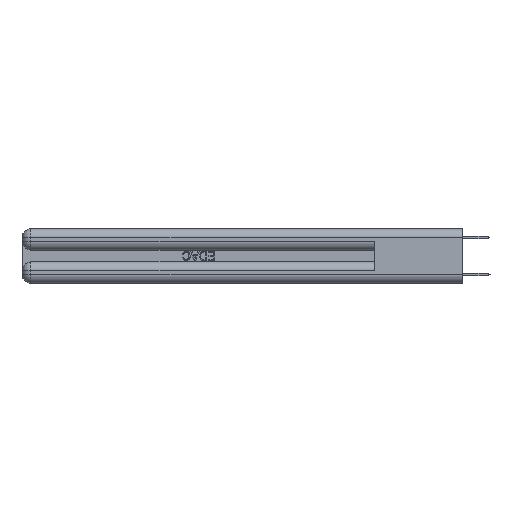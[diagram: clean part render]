
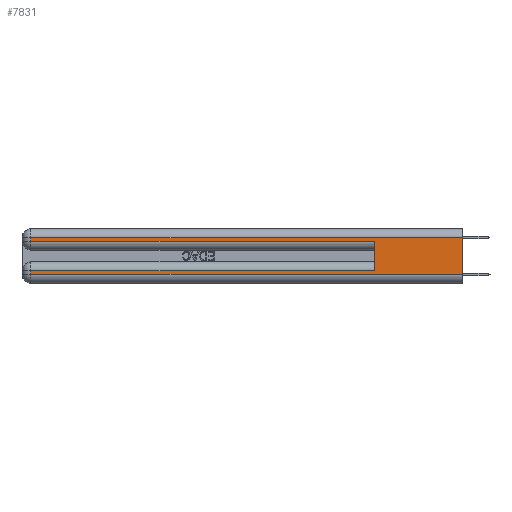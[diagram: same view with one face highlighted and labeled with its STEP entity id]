
A CAD part, left-side view. The second image highlights one B-rep face of the part: STEP entity #7831.
In plain terms, the highlighted planar face has unit normal (-1, 0, 0).
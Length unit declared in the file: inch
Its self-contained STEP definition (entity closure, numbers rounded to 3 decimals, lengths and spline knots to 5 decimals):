
#71 = LINE ( 'NONE', #4880, #25935 ) ;
#111 = CARTESIAN_POINT ( 'NONE',  ( 0., 2.94, 0.085 ) ) ;
#308 = CARTESIAN_POINT ( 'NONE',  ( 0., 0., 0.06 ) ) ;
#417 = ORIENTED_EDGE ( 'NONE', *, *, #16274, .T. ) ;
#1391 = CARTESIAN_POINT ( 'NONE',  ( 0., 2.94, 0.285 ) ) ;
#1671 = VECTOR ( 'NONE', #1902, 39.37008 ) ;
#1902 = DIRECTION ( 'NONE',  ( 0., 0., -1. ) ) ;
#2768 = CARTESIAN_POINT ( 'NONE',  ( 0., 2.94, 0.06 ) ) ;
#3455 = EDGE_CURVE ( 'NONE', #25533, #9079, #10970, .T. ) ;
#3608 = VECTOR ( 'NONE', #7030, 39.37008 ) ;
#3626 = CARTESIAN_POINT ( 'NONE',  ( 0., 0., 0.31 ) ) ;
#3781 = DIRECTION ( 'NONE',  ( 0., 0., -1. ) ) ;
#4017 = CARTESIAN_POINT ( 'NONE',  ( 0., 0.6, 0.085 ) ) ;
#4271 = CARTESIAN_POINT ( 'NONE',  ( 0., 0., 0.37 ) ) ;
#4776 = VECTOR ( 'NONE', #18363, 39.37008 ) ;
#4819 = EDGE_CURVE ( 'NONE', #9079, #14475, #71, .T. ) ;
#4880 = CARTESIAN_POINT ( 'NONE',  ( 0., 0., 0.285 ) ) ;
#4939 = DIRECTION ( 'NONE',  ( 0., 1., 0. ) ) ;
#5201 = VECTOR ( 'NONE', #17233, 39.37008 ) ;
#5248 = EDGE_LOOP ( 'NONE', ( #23140, #20259, #30389, #22001, #25283, #18082, #417, #11196 ) ) ;
#5546 = EDGE_CURVE ( 'NONE', #6643, #25533, #14714, .T. ) ;
#6500 = VERTEX_POINT ( 'NONE', #2768 ) ;
#6643 = VERTEX_POINT ( 'NONE', #23083 ) ;
#6682 = DIRECTION ( 'NONE',  ( 0., -1., 0. ) ) ;
#7030 = DIRECTION ( 'NONE',  ( 0., 1., 0. ) ) ;
#7461 = CARTESIAN_POINT ( 'NONE',  ( 0., 0.6, 0.145 ) ) ;
#7831 = ADVANCED_FACE ( 'NONE', ( #18530 ), #28110, .F. ) ;
#9079 = VERTEX_POINT ( 'NONE', #1391 ) ;
#10955 = VECTOR ( 'NONE', #6682, 39.37008 ) ;
#10970 = LINE ( 'NONE', #25695, #24390 ) ;
#11196 = ORIENTED_EDGE ( 'NONE', *, *, #17988, .T. ) ;
#11955 = LINE ( 'NONE', #21714, #10955 ) ;
#12298 = LINE ( 'NONE', #22371, #23569 ) ;
#12432 = VERTEX_POINT ( 'NONE', #4017 ) ;
#14019 = DIRECTION ( 'NONE',  ( 1., 0., 0. ) ) ;
#14468 = EDGE_CURVE ( 'NONE', #12432, #22734, #12298, .T. ) ;
#14475 = VERTEX_POINT ( 'NONE', #16962 ) ;
#14714 = LINE ( 'NONE', #3626, #3608 ) ;
#14957 = EDGE_CURVE ( 'NONE', #12432, #14475, #21860, .T. ) ;
#16274 = EDGE_CURVE ( 'NONE', #22734, #6500, #19198, .T. ) ;
#16738 = CARTESIAN_POINT ( 'NONE',  ( 0., 2.94, 0.31 ) ) ;
#16775 = CARTESIAN_POINT ( 'NONE',  ( 0., 0., 0.37 ) ) ;
#16962 = CARTESIAN_POINT ( 'NONE',  ( 0., 0.6, 0.285 ) ) ;
#17233 = DIRECTION ( 'NONE',  ( 0., 0., 1. ) ) ;
#17988 = EDGE_CURVE ( 'NONE', #6500, #30977, #11955, .T. ) ;
#18082 = ORIENTED_EDGE ( 'NONE', *, *, #14468, .T. ) ;
#18363 = DIRECTION ( 'NONE',  ( 0., 0., -1. ) ) ;
#18530 = FACE_OUTER_BOUND ( 'NONE', #5248, .T. ) ;
#19198 = LINE ( 'NONE', #29107, #1671 ) ;
#20259 = ORIENTED_EDGE ( 'NONE', *, *, #5546, .T. ) ;
#21714 = CARTESIAN_POINT ( 'NONE',  ( 0., 0., 0.06 ) ) ;
#21860 = LINE ( 'NONE', #7461, #5201 ) ;
#22001 = ORIENTED_EDGE ( 'NONE', *, *, #4819, .T. ) ;
#22371 = CARTESIAN_POINT ( 'NONE',  ( 0., 0., 0.085 ) ) ;
#22734 = VERTEX_POINT ( 'NONE', #111 ) ;
#23083 = CARTESIAN_POINT ( 'NONE',  ( 0., 0., 0.31 ) ) ;
#23140 = ORIENTED_EDGE ( 'NONE', *, *, #31367, .F. ) ;
#23569 = VECTOR ( 'NONE', #4939, 39.37008 ) ;
#24390 = VECTOR ( 'NONE', #3781, 39.37008 ) ;
#25283 = ORIENTED_EDGE ( 'NONE', *, *, #14957, .F. ) ;
#25533 = VERTEX_POINT ( 'NONE', #16738 ) ;
#25695 = CARTESIAN_POINT ( 'NONE',  ( 0., 2.94, 0.37 ) ) ;
#25935 = VECTOR ( 'NONE', #26944, 39.37008 ) ;
#26341 = DIRECTION ( 'NONE',  ( 0., 0., -1. ) ) ;
#26944 = DIRECTION ( 'NONE',  ( 0., -1., 0. ) ) ;
#28110 = PLANE ( 'NONE',  #30503 ) ;
#28916 = LINE ( 'NONE', #16775, #4776 ) ;
#29107 = CARTESIAN_POINT ( 'NONE',  ( 0., 2.94, 0.37 ) ) ;
#30389 = ORIENTED_EDGE ( 'NONE', *, *, #3455, .T. ) ;
#30503 = AXIS2_PLACEMENT_3D ( 'NONE', #4271, #14019, #26341 ) ;
#30977 = VERTEX_POINT ( 'NONE', #308 ) ;
#31367 = EDGE_CURVE ( 'NONE', #6643, #30977, #28916, .T. ) ;
